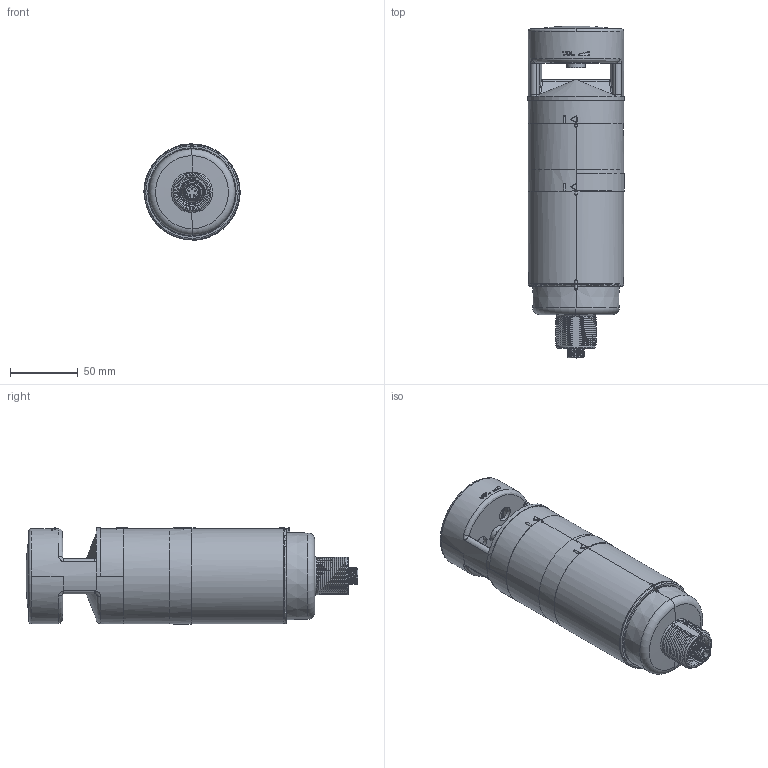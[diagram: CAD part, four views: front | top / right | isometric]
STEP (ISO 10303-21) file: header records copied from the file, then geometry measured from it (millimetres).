
FILE_DESCRIPTION((''),'2;1');
FILE_NAME('191408_ASM','2021-07-16T12:56:21',('PDMAdmin'),('BANNER ENGINEERING'),'CREO PARAMETRIC BY PTC INC, 2019292','CREO PARAMETRIC BY PTC INC, 2019292','');
FILE_SCHEMA(('CONFIG_CONTROL_DESIGN'));
Length unit declared in the file: millimetre
Products named in the file (9): 180077; 190540; 191171; 30498; 183492; 183493; 180306; 180308; 191408_ASM
Assembly tree (8 placements, depth 2):
  191408_ASM
    180077
    190540
    191171
    30498
    183492
    183493
    180306
    180308
Bounding box: 71 x 244.21 x 71.25 mm (x, y, z)
Volume: 215059.1 mm3; surface area: 150709.8 mm2
Topology: 8 solids, 10 shells, 2086 faces, 5033 edges, 3009 vertices
Faces by surface type: bspline 627, cylinder 566, plane 382, torus 193, cone 189, sphere 107, extrusion 22
Entity records: 116527 total; most frequent: CARTESIAN_POINT 72725, ORIENTED_EDGE 10046, DIRECTION 7849, EDGE_CURVE 5027, AXIS2_PLACEMENT_3D 3259, VERTEX_POINT 3009, EDGE_LOOP 2196, FACE_OUTER_BOUND 2086
